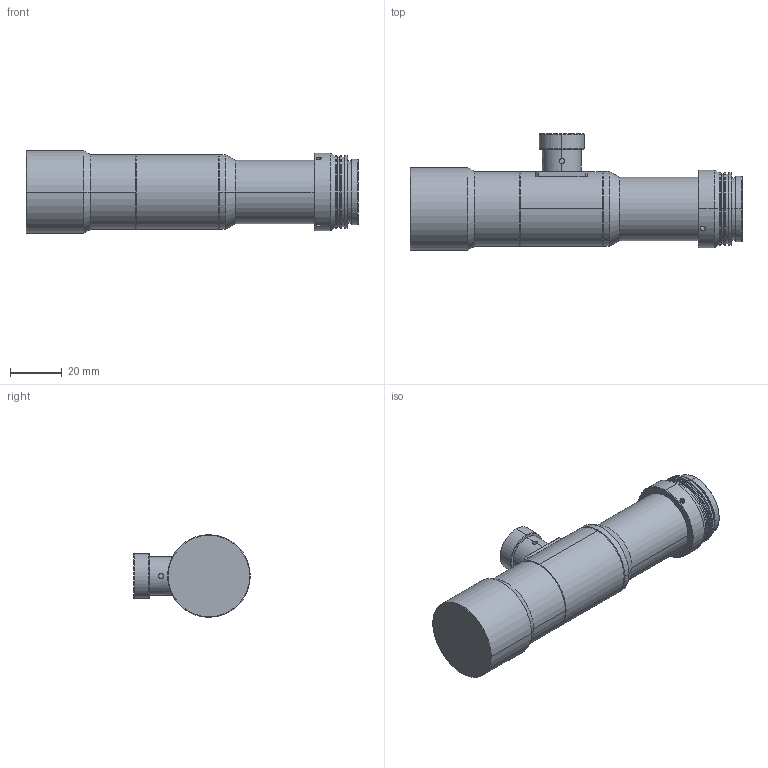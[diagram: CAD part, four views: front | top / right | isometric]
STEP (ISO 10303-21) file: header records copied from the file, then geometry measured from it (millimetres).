
FILE_DESCRIPTION (( 'STEP AP203' ), '1' );
FILE_NAME ('ST11C-075-110C.STEP', '2024-06-15T08:02:28', ( 'Windows 蚚誧' ), ( 'Microsoft' ), 'SwSTEP 2.0', 'SolidWorks 2018', '' );
FILE_SCHEMA (( 'CONFIG_CONTROL_DESIGN' ));
Length unit declared in the file: millimetre
Products named in the file (6): ST11C-075-110C; 蛌諉璃(妗陑3D); 嫖埭徹傾璃(妗陑3D); ヶ噩芠(妗陑3D); 蟀諉璃(妗陑3D); 堈陑C諉諳(妗陑3D)
Assembly tree (5 placements, depth 2):
  ST11C-075-110C
    ヶ噩芠(妗陑3D)
    蟀諉璃(妗陑3D)
    蛌諉璃(妗陑3D)
    堈陑C諉諳(妗陑3D)
    嫖埭徹傾璃(妗陑3D)
Bounding box: 128.53 x 45.1 x 32 mm (x, y, z)
Volume: 92946.2 mm3; surface area: 22075.2 mm2
Topology: 5 solids, 5 shells, 196 faces, 413 edges, 252 vertices
Faces by surface type: cylinder 82, plane 58, cone 56
Entity records: 6183 total; most frequent: CARTESIAN_POINT 1213, DIRECTION 991, ORIENTED_EDGE 826, EDGE_CURVE 413, AXIS2_PLACEMENT_3D 402, VERTEX_POINT 252, EDGE_LOOP 237, CIRCLE 198
